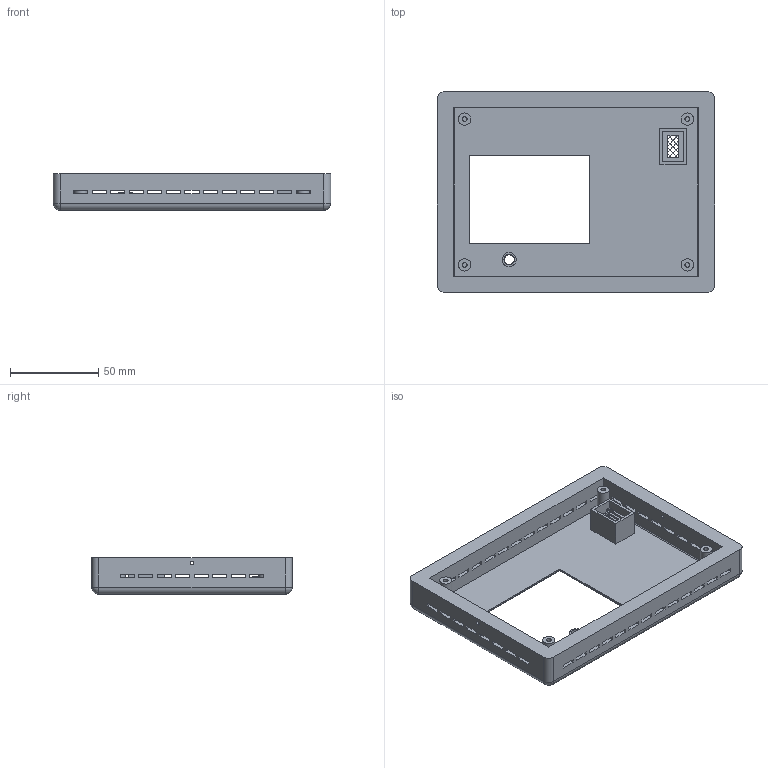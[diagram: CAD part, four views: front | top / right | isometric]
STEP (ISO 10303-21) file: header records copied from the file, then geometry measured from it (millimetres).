
FILE_DESCRIPTION(('FreeCAD Model'),'2;1');
FILE_NAME('Open CASCADE Shape Model','2026-01-25T12:29:12',('FreeCAD'),( 'FreeCAD'),'Open CASCADE STEP processor 7.5','FreeCAD','Unknown');
FILE_SCHEMA(('AUTOMOTIVE_DESIGN { 1 0 10303 214 1 1 1 1 }'));
Length unit declared in the file: millimetre
Products named in the file (1): Open CASCADE STEP translator 7.5 1
Bounding box: 157 x 113.5 x 20.7 mm (x, y, z)
Volume: 106989.9 mm3; surface area: 58756.5 mm2
Topology: 1 solids, 1 shells, 631 faces, 1618 edges, 951 vertices
Faces by surface type: plane 596, cylinder 31, sphere 4
Full cylindrical faces by diameter (mm): 2 x2, 2.7 x4, 5.5 x1, 6 x1, 7 x4, 8 x1
Entity records: 39656 total; most frequent: CARTESIAN_POINT 6689, DIRECTION 6106, LINE 4724, VECTOR 4724, ORIENTED_EDGE 3228, PCURVE 3228, DEFINITIONAL_REPRESENTATION 3228, EDGE_CURVE 1614
